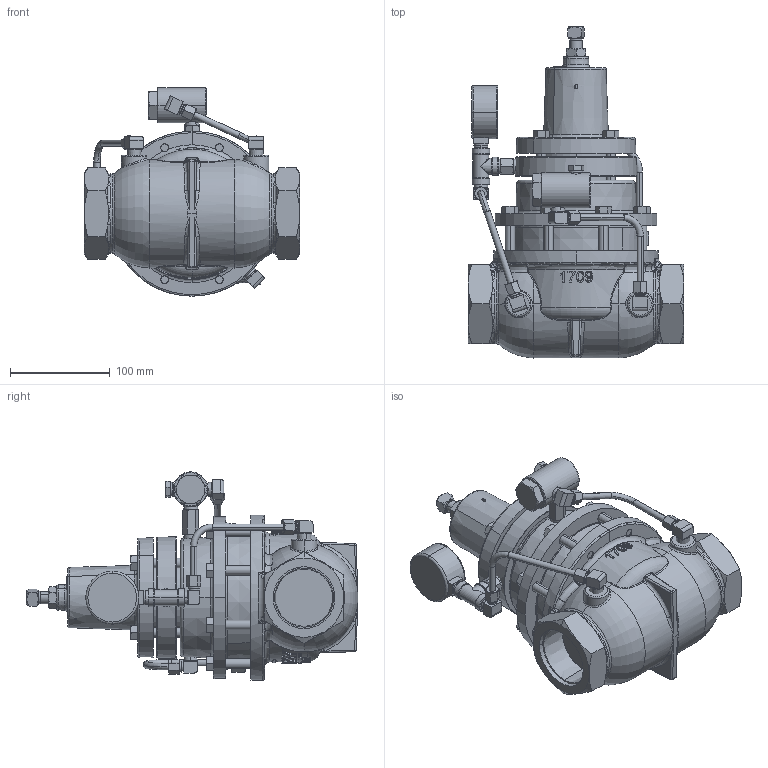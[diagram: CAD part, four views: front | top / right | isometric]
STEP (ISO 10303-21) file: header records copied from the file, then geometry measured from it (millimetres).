
FILE_DESCRIPTION (( 'STEP AP203' ), '1' );
FILE_NAME ('2 INCH 212 SGT PR (ABK).step', '2013-11-07T14:47:25', ( 'PCTech' ), ( 'Microsoft' ), 'SwSTEP 2.0', 'SolidWorks 2013', '' );
FILE_SCHEMA (( 'CONFIG_CONTROL_DESIGN' ));
Length unit declared in the file: inch
Products named in the file (1): 2 INCH 212 SGT PR (ABK)
Bounding box: 215.9 x 332.3 x 208.47 mm (x, y, z)
Surface area: 359257.6 mm2 (no closed solid volume)
Topology: 0 solids, 86 shells, 1317 faces, 4376 edges, 3055 vertices
Faces by surface type: plane 453, bspline 281, cylinder 253, cone 206, torus 114, sphere 10
Entity records: 73990 total; most frequent: CARTESIAN_POINT 39541, ORIENTED_EDGE 7072, DIRECTION 6203, EDGE_CURVE 4335, VERTEX_POINT 3055, AXIS2_PLACEMENT_3D 2345, VECTOR 1513, LINE 1513
